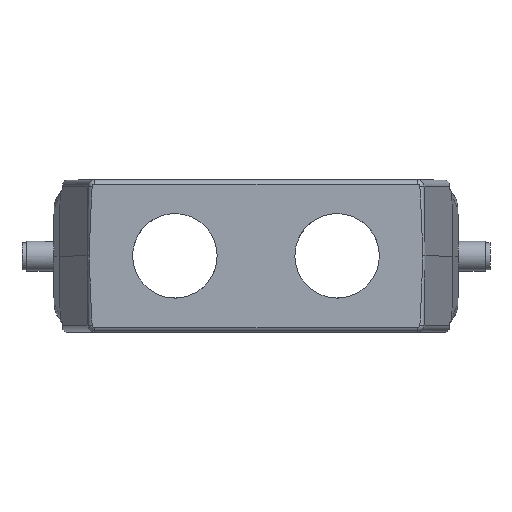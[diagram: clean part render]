
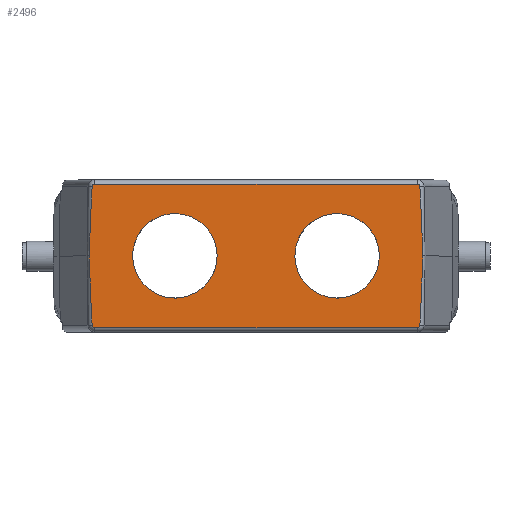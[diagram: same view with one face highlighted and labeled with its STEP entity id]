
A CAD part, top view. The second image highlights one B-rep face of the part: STEP entity #2496.
In plain terms, the highlighted planar face has unit normal (0, 0, 1).
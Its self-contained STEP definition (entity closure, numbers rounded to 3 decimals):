
#906=PLANE('',#6260);
#926=ELLIPSE('',#5919,114.609,2.);
#927=ELLIPSE('',#5924,114.609,2.);
#928=ELLIPSE('',#5934,114.609,2.);
#930=ELLIPSE('',#5939,114.609,2.);
#1268=LINE('',#7769,#1700);
#1272=LINE('',#7802,#1704);
#1700=VECTOR('',#6402,1.);
#1704=VECTOR('',#6440,1.);
#2496=ADVANCED_FACE('',(#2612,#2613,#2614),#906,.T.);
#2612=FACE_BOUND('',#2939,.T.);
#2613=FACE_BOUND('',#2940,.T.);
#2614=FACE_BOUND('',#2941,.T.);
#2939=EDGE_LOOP('',(#4364));
#2940=EDGE_LOOP('',(#4365));
#2941=EDGE_LOOP('',(#4366,#4367,#4368,#4369,#4370,#4371,#4372,#4373,#4374,
#4375));
#4364=ORIENTED_EDGE('',*,*,#5635,.F.);
#4365=ORIENTED_EDGE('',*,*,#5636,.F.);
#4366=ORIENTED_EDGE('',*,*,#4983,.F.);
#4367=ORIENTED_EDGE('',*,*,#4989,.F.);
#4368=ORIENTED_EDGE('',*,*,#4995,.F.);
#4369=ORIENTED_EDGE('',*,*,#5001,.F.);
#4370=ORIENTED_EDGE('',*,*,#5006,.F.);
#4371=ORIENTED_EDGE('',*,*,#5003,.F.);
#4372=ORIENTED_EDGE('',*,*,#4997,.F.);
#4373=ORIENTED_EDGE('',*,*,#4991,.F.);
#4374=ORIENTED_EDGE('',*,*,#4985,.F.);
#4375=ORIENTED_EDGE('',*,*,#4979,.F.);
#4490=VERTEX_POINT('',#7756);
#4491=VERTEX_POINT('',#7758);
#4493=VERTEX_POINT('',#7764);
#4495=VERTEX_POINT('',#7770);
#4497=VERTEX_POINT('',#7776);
#4499=VERTEX_POINT('',#7782);
#4502=VERTEX_POINT('',#7789);
#4503=VERTEX_POINT('',#7794);
#4505=VERTEX_POINT('',#7800);
#4507=VERTEX_POINT('',#7806);
#4903=VERTEX_POINT('',#11184);
#4904=VERTEX_POINT('',#11186);
#4979=EDGE_CURVE('',#4490,#4491,#5655,.T.);
#4983=EDGE_CURVE('',#4493,#4490,#926,.T.);
#4985=EDGE_CURVE('',#4491,#4495,#1268,.T.);
#4989=EDGE_CURVE('',#4497,#4493,#927,.T.);
#4991=EDGE_CURVE('',#4495,#4499,#5660,.T.);
#4995=EDGE_CURVE('',#4502,#4497,#5664,.T.);
#4997=EDGE_CURVE('',#4499,#4503,#928,.T.);
#5001=EDGE_CURVE('',#4505,#4502,#1272,.T.);
#5003=EDGE_CURVE('',#4503,#4507,#930,.T.);
#5006=EDGE_CURVE('',#4507,#4505,#5668,.T.);
#5635=EDGE_CURVE('',#4903,#4903,#5746,.T.);
#5636=EDGE_CURVE('',#4904,#4904,#5747,.T.);
#5655=CIRCLE('',#5914,0.74);
#5660=CIRCLE('',#5926,0.74);
#5664=CIRCLE('',#5931,0.74);
#5668=CIRCLE('',#5942,0.74);
#5746=CIRCLE('',#6258,12.5);
#5747=CIRCLE('',#6259,12.5);
#5914=AXIS2_PLACEMENT_3D('',#7757,#6387,#6388);
#5919=AXIS2_PLACEMENT_3D('',#7766,#6397,#6398);
#5924=AXIS2_PLACEMENT_3D('',#7778,#6410,#6411);
#5926=AXIS2_PLACEMENT_3D('',#7781,#6415,#6416);
#5931=AXIS2_PLACEMENT_3D('',#7790,#6425,#6426);
#5934=AXIS2_PLACEMENT_3D('',#7793,#6431,#6432);
#5939=AXIS2_PLACEMENT_3D('',#7805,#6444,#6445);
#5942=AXIS2_PLACEMENT_3D('',#7811,#6451,#6452);
#6258=AXIS2_PLACEMENT_3D('',#11183,#7480,#7481);
#6259=AXIS2_PLACEMENT_3D('',#11185,#7482,#7483);
#6260=AXIS2_PLACEMENT_3D('',#11187,#7484,#7485);
#6387=DIRECTION('',(0.,0.,-1.));
#6388=DIRECTION('',(1.,0.,0.));
#6397=DIRECTION('',(0.,0.,-1.));
#6398=DIRECTION('',(-0.014,-1.,0.));
#6402=DIRECTION('',(1.,0.,0.));
#6410=DIRECTION('',(0.,0.,-1.));
#6411=DIRECTION('',(0.014,-1.,0.));
#6415=DIRECTION('',(0.,0.,-1.));
#6416=DIRECTION('',(1.,0.,0.));
#6425=DIRECTION('',(0.,0.,-1.));
#6426=DIRECTION('',(1.,0.,0.));
#6431=DIRECTION('',(0.,0.,-1.));
#6432=DIRECTION('',(0.014,-1.,0.));
#6440=DIRECTION('',(-1.,0.,0.));
#6444=DIRECTION('',(0.,0.,-1.));
#6445=DIRECTION('',(-0.014,-1.,0.));
#6451=DIRECTION('',(0.,0.,-1.));
#6452=DIRECTION('',(1.,0.,0.));
#7480=DIRECTION('',(0.,0.,1.));
#7481=DIRECTION('',(1.,0.,0.));
#7482=DIRECTION('',(0.,0.,1.));
#7483=DIRECTION('',(1.,0.,0.));
#7484=DIRECTION('',(0.,0.,1.));
#7485=DIRECTION('',(1.,0.,0.));
#7756=CARTESIAN_POINT('',(-48.492,20.543,66.35));
#7757=CARTESIAN_POINT('',(-47.753,20.5,66.35));
#7758=CARTESIAN_POINT('',(-47.753,21.24,66.35));
#7764=CARTESIAN_POINT('',(-49.372,0.,66.35));
#7766=CARTESIAN_POINT('',(-49.285,-85.952,66.35));
#7769=CARTESIAN_POINT('',(-53.287,21.24,66.35));
#7770=CARTESIAN_POINT('',(47.753,21.24,66.35));
#7776=CARTESIAN_POINT('',(-48.492,-20.543,66.35));
#7778=CARTESIAN_POINT('',(-49.285,85.952,66.35));
#7781=CARTESIAN_POINT('',(47.753,20.5,66.35));
#7782=CARTESIAN_POINT('',(48.492,20.543,66.35));
#7789=CARTESIAN_POINT('',(-47.753,-21.24,66.35));
#7790=CARTESIAN_POINT('',(-47.753,-20.5,66.35));
#7793=CARTESIAN_POINT('',(49.285,-85.952,66.35));
#7794=CARTESIAN_POINT('',(49.372,0.,66.35));
#7800=CARTESIAN_POINT('',(47.753,-21.24,66.35));
#7802=CARTESIAN_POINT('',(-49.697,-21.24,66.35));
#7805=CARTESIAN_POINT('',(49.285,85.952,66.35));
#7806=CARTESIAN_POINT('',(48.492,-20.543,66.35));
#7811=CARTESIAN_POINT('',(47.753,-20.5,66.35));
#11183=CARTESIAN_POINT('',(24.,0.,66.35));
#11184=CARTESIAN_POINT('',(36.5,0.,66.35));
#11185=CARTESIAN_POINT('',(-24.,0.,66.35));
#11186=CARTESIAN_POINT('',(-11.5,0.,66.35));
#11187=CARTESIAN_POINT('',(-55.,-23.,66.35));
